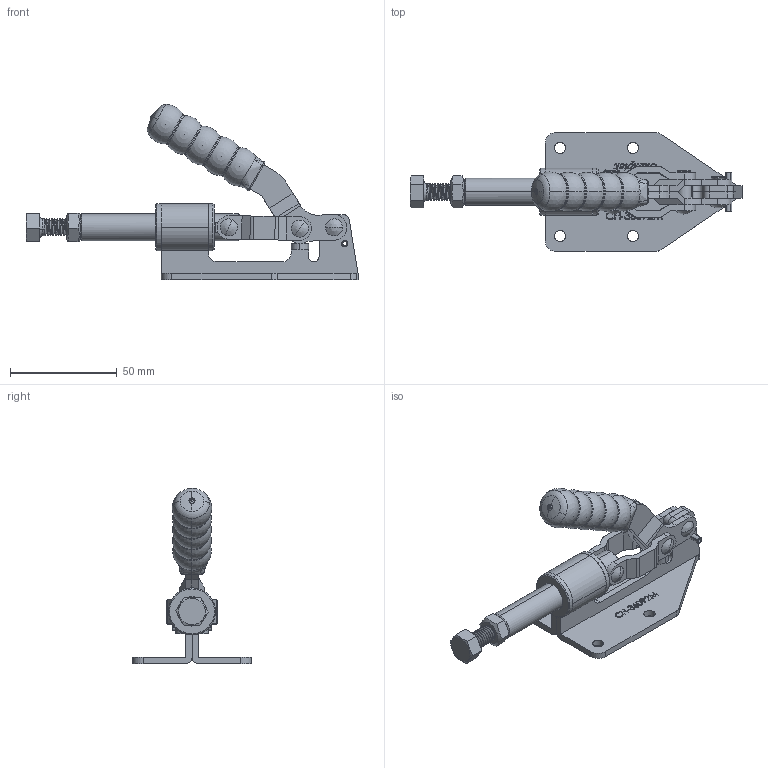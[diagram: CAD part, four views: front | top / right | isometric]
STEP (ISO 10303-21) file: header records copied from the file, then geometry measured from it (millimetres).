
FILE_DESCRIPTION (( 'STEP AP203' ), '1' );
FILE_NAME ('CH-36092M.STEP', '2017-11-24T00:44:28', ( 'Windows' ), ( 'Microsoft' ), 'SwSTEP 2.0', 'SolidWorks 2015', '' );
FILE_SCHEMA (( 'CONFIG_CONTROL_DESIGN' ));
Length unit declared in the file: millimetre
Products named in the file (14): CH-36092-07; CH-36092-09; CH-36092-01 BASE; M8 Nut; CH-36092-05 LEAD SET; CH-SA-085012 SPINDLE SUPPLIED; CH-36092-02 CREST STALK ; CH-36092-11; CH-36092-04 CONNECTING-PLATE; CH-12130綵竄忒梟杶; CH-36092-03 HANDLE; CH-36092M; CH-36092-06; CH-36092-10
Assembly tree (15 placements, depth 2):
  CH-36092M
    CH-36092-01 BASE
    CH-36092-05 LEAD SET
    CH-36092-02 CREST STALK 
    CH-36092-04 CONNECTING-PLATE  x2
    CH-36092-03 HANDLE
    CH-36092-06
    CH-36092-10
    CH-36092-07  x2
    CH-36092-09
    M8 Nut
    CH-SA-085012 SPINDLE SUPPLIED
    CH-36092-11
    CH-12130綵竄忒梟杶
Bounding box: 155.19 x 55.6 x 81.9 mm (x, y, z)
Volume: 56514.7 mm3; surface area: 45095.1 mm2
Topology: 17 solids, 17 shells, 874 faces, 2368 edges, 1542 vertices
Faces by surface type: plane 284, cylinder 271, bspline 218, cone 47, torus 40, sphere 14
Entity records: 41713 total; most frequent: CARTESIAN_POINT 21202, ORIENTED_EDGE 4458, DIRECTION 3226, EDGE_CURVE 2229, VERTEX_POINT 1463, LINE 1076, VECTOR 1076, AXIS2_PLACEMENT_3D 1075
